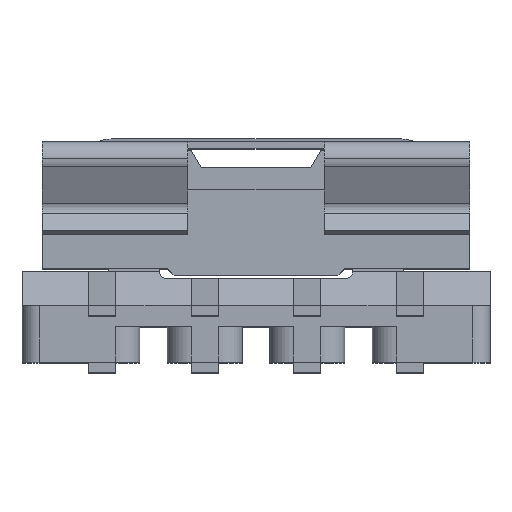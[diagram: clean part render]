
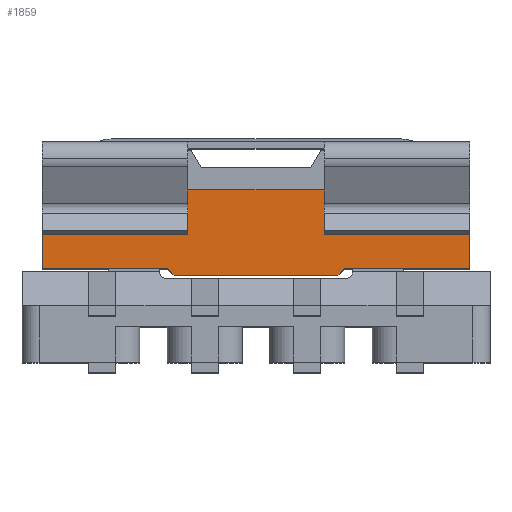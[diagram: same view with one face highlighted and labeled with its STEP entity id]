
A CAD part, top view. The second image highlights one B-rep face of the part: STEP entity #1859.
In plain terms, the highlighted face is planar.
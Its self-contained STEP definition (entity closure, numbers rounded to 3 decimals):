
#95 = VERTEX_POINT ( 'NONE', #11036 ) ;
#172 = DIRECTION ( 'NONE',  ( 1., 0., 0. ) ) ;
#358 = VERTEX_POINT ( 'NONE', #5178 ) ;
#465 = CARTESIAN_POINT ( 'NONE',  ( 0., 0., 0. ) ) ;
#491 = EDGE_CURVE ( 'NONE', #13374, #358, #4424, .T. ) ;
#625 = EDGE_CURVE ( 'NONE', #14117, #13937, #14227, .T. ) ;
#699 = DIRECTION ( 'NONE',  ( 0.385, -0.923, 0. ) ) ;
#897 = DIRECTION ( 'NONE',  ( 0.385, -0.923, 0. ) ) ;
#1009 = DIRECTION ( 'NONE',  ( 1., 0., 0. ) ) ;
#1072 = VECTOR ( 'NONE', #8798, 1000. ) ;
#1159 = ORIENTED_EDGE ( 'NONE', *, *, #11455, .T. ) ;
#1240 = DIRECTION ( 'NONE',  ( 0.385, 0.923, 0. ) ) ;
#1324 = DIRECTION ( 'NONE',  ( 1., 0., 0. ) ) ;
#1559 = LINE ( 'NONE', #6194, #9610 ) ;
#1717 = LINE ( 'NONE', #8328, #4601 ) ;
#1859 = ADVANCED_FACE ( 'NONE', ( #7927 ), #3786, .T. ) ;
#1903 = CARTESIAN_POINT ( 'NONE',  ( -2., 0.55, 0. ) ) ;
#2213 = VECTOR ( 'NONE', #14175, 1000. ) ;
#2412 = CARTESIAN_POINT ( 'NONE',  ( -6.25, -1.75, 0. ) ) ;
#2426 = CARTESIAN_POINT ( 'NONE',  ( -6.25, 1.75, 0. ) ) ;
#2498 = EDGE_CURVE ( 'NONE', #95, #10933, #12400, .T. ) ;
#2725 = ORIENTED_EDGE ( 'NONE', *, *, #5442, .T. ) ;
#2908 = VECTOR ( 'NONE', #7393, 1000. ) ;
#3177 = EDGE_CURVE ( 'NONE', #6648, #6289, #6388, .T. ) ;
#3292 = VECTOR ( 'NONE', #897, 1000. ) ;
#3349 = EDGE_CURVE ( 'NONE', #358, #13030, #12724, .T. ) ;
#3434 = CARTESIAN_POINT ( 'NONE',  ( -2.85, 1.15, 0. ) ) ;
#3786 = PLANE ( 'NONE',  #12207 ) ;
#3961 = ORIENTED_EDGE ( 'NONE', *, *, #2498, .T. ) ;
#4031 = EDGE_CURVE ( 'NONE', #5879, #6538, #1559, .T. ) ;
#4173 = CARTESIAN_POINT ( 'NONE',  ( 6.25, 1.75, 0. ) ) ;
#4175 = ORIENTED_EDGE ( 'NONE', *, *, #4885, .F. ) ;
#4191 = CARTESIAN_POINT ( 'NONE',  ( 2.4, -1.95, 0. ) ) ;
#4233 = ORIENTED_EDGE ( 'NONE', *, *, #11887, .T. ) ;
#4275 = CARTESIAN_POINT ( 'NONE',  ( -2.6, -1.75, 0. ) ) ;
#4424 = LINE ( 'NONE', #8801, #12837 ) ;
#4601 = VECTOR ( 'NONE', #9416, 1000. ) ;
#4779 = ORIENTED_EDGE ( 'NONE', *, *, #491, .T. ) ;
#4865 = DIRECTION ( 'NONE',  ( 0., 0., -1. ) ) ;
#4885 = EDGE_CURVE ( 'NONE', #6289, #12910, #9415, .T. ) ;
#4921 = ORIENTED_EDGE ( 'NONE', *, *, #625, .T. ) ;
#5170 = CARTESIAN_POINT ( 'NONE',  ( 6.25, -1.75, 0. ) ) ;
#5178 = CARTESIAN_POINT ( 'NONE',  ( 2.25, 1.15, 0. ) ) ;
#5267 = ORIENTED_EDGE ( 'NONE', *, *, #5269, .F. ) ;
#5269 = EDGE_CURVE ( 'NONE', #12945, #6648, #1717, .T. ) ;
#5362 = CARTESIAN_POINT ( 'NONE',  ( -6.25, -1.75, 0. ) ) ;
#5437 = CARTESIAN_POINT ( 'NONE',  ( -2.25, 1.15, 0. ) ) ;
#5442 = EDGE_CURVE ( 'NONE', #13030, #12910, #8020, .T. ) ;
#5484 = CARTESIAN_POINT ( 'NONE',  ( 2.25, 1.15, 0. ) ) ;
#5879 = VERTEX_POINT ( 'NONE', #8797 ) ;
#5945 = CARTESIAN_POINT ( 'NONE',  ( -6.25, -1.75, 0. ) ) ;
#6194 = CARTESIAN_POINT ( 'NONE',  ( -6.25, 1.75, 0. ) ) ;
#6289 = VERTEX_POINT ( 'NONE', #4173 ) ;
#6388 = LINE ( 'NONE', #5170, #8927 ) ;
#6429 = CARTESIAN_POINT ( 'NONE',  ( 2.7, -1.95, 0. ) ) ;
#6449 = CARTESIAN_POINT ( 'NONE',  ( -2.175, -2.175, 0. ) ) ;
#6538 = VERTEX_POINT ( 'NONE', #2426 ) ;
#6642 = ORIENTED_EDGE ( 'NONE', *, *, #8319, .T. ) ;
#6648 = VERTEX_POINT ( 'NONE', #11393 ) ;
#6705 = LINE ( 'NONE', #8256, #12191 ) ;
#6788 = EDGE_CURVE ( 'NONE', #10933, #7876, #6705, .T. ) ;
#7291 = ORIENTED_EDGE ( 'NONE', *, *, #11671, .F. ) ;
#7393 = DIRECTION ( 'NONE',  ( -0.707, -0.707, 0. ) ) ;
#7453 = CARTESIAN_POINT ( 'NONE',  ( -3.1, 1.75, 0. ) ) ;
#7576 = CARTESIAN_POINT ( 'NONE',  ( 3.1, 1.75, 0. ) ) ;
#7604 = ORIENTED_EDGE ( 'NONE', *, *, #3349, .T. ) ;
#7613 = CARTESIAN_POINT ( 'NONE',  ( -6.25, 1.75, 0. ) ) ;
#7729 = ORIENTED_EDGE ( 'NONE', *, *, #3177, .F. ) ;
#7876 = VERTEX_POINT ( 'NONE', #1903 ) ;
#7927 = FACE_OUTER_BOUND ( 'NONE', #12991, .T. ) ;
#7940 = VECTOR ( 'NONE', #1009, 1000. ) ;
#8020 = LINE ( 'NONE', #13082, #2213 ) ;
#8115 = LINE ( 'NONE', #8974, #11742 ) ;
#8256 = CARTESIAN_POINT ( 'NONE',  ( -2.25, 1.15, 0. ) ) ;
#8319 = EDGE_CURVE ( 'NONE', #12945, #14117, #11975, .T. ) ;
#8328 = CARTESIAN_POINT ( 'NONE',  ( -6.25, -1.75, 0. ) ) ;
#8427 = VERTEX_POINT ( 'NONE', #4275 ) ;
#8798 = DIRECTION ( 'NONE',  ( 1., 0., 0. ) ) ;
#8797 = CARTESIAN_POINT ( 'NONE',  ( -3.1, 1.75, 0. ) ) ;
#8801 = CARTESIAN_POINT ( 'NONE',  ( 2., 0.55, 0. ) ) ;
#8927 = VECTOR ( 'NONE', #12900, 1000. ) ;
#8974 = CARTESIAN_POINT ( 'NONE',  ( -2., 0.55, 0. ) ) ;
#9166 = EDGE_CURVE ( 'NONE', #5879, #95, #11700, .T. ) ;
#9206 = ORIENTED_EDGE ( 'NONE', *, *, #13891, .F. ) ;
#9244 = ORIENTED_EDGE ( 'NONE', *, *, #9166, .T. ) ;
#9415 = LINE ( 'NONE', #7613, #12336 ) ;
#9416 = DIRECTION ( 'NONE',  ( 1., 0., 0. ) ) ;
#9481 = VECTOR ( 'NONE', #172, 1000. ) ;
#9538 = CARTESIAN_POINT ( 'NONE',  ( 2.175, -2.175, 0. ) ) ;
#9610 = VECTOR ( 'NONE', #12764, 1000. ) ;
#10088 = LINE ( 'NONE', #5945, #12682 ) ;
#10230 = LINE ( 'NONE', #6449, #13162 ) ;
#10300 = ORIENTED_EDGE ( 'NONE', *, *, #6788, .T. ) ;
#10359 = DIRECTION ( 'NONE',  ( 0., -1., 0. ) ) ;
#10405 = CARTESIAN_POINT ( 'NONE',  ( -2.4, -1.95, 0. ) ) ;
#10473 = CARTESIAN_POINT ( 'NONE',  ( 2., 0.55, 0. ) ) ;
#10933 = VERTEX_POINT ( 'NONE', #5437 ) ;
#11036 = CARTESIAN_POINT ( 'NONE',  ( -2.85, 1.15, 0. ) ) ;
#11149 = ORIENTED_EDGE ( 'NONE', *, *, #4031, .F. ) ;
#11312 = VECTOR ( 'NONE', #13297, 1000. ) ;
#11393 = CARTESIAN_POINT ( 'NONE',  ( 6.25, -1.75, 0. ) ) ;
#11455 = EDGE_CURVE ( 'NONE', #13937, #8427, #10230, .T. ) ;
#11570 = LINE ( 'NONE', #5362, #7940 ) ;
#11671 = EDGE_CURVE ( 'NONE', #13736, #8427, #11570, .T. ) ;
#11700 = LINE ( 'NONE', #7453, #3292 ) ;
#11742 = VECTOR ( 'NONE', #1324, 1000. ) ;
#11887 = EDGE_CURVE ( 'NONE', #7876, #13374, #8115, .T. ) ;
#11929 = DIRECTION ( 'NONE',  ( -0.707, 0.707, 0. ) ) ;
#11975 = LINE ( 'NONE', #9538, #2908 ) ;
#12191 = VECTOR ( 'NONE', #699, 1000. ) ;
#12207 = AXIS2_PLACEMENT_3D ( 'NONE', #465, #4865, #12544 ) ;
#12336 = VECTOR ( 'NONE', #13099, 1000. ) ;
#12400 = LINE ( 'NONE', #3434, #9481 ) ;
#12544 = DIRECTION ( 'NONE',  ( -1., 0., 0. ) ) ;
#12682 = VECTOR ( 'NONE', #10359, 1000. ) ;
#12724 = LINE ( 'NONE', #5484, #1072 ) ;
#12764 = DIRECTION ( 'NONE',  ( -1., 0., 0. ) ) ;
#12837 = VECTOR ( 'NONE', #1240, 1000. ) ;
#12900 = DIRECTION ( 'NONE',  ( 0., 1., 0. ) ) ;
#12910 = VERTEX_POINT ( 'NONE', #7576 ) ;
#12945 = VERTEX_POINT ( 'NONE', #13139 ) ;
#12991 = EDGE_LOOP ( 'NONE', ( #1159, #7291, #9206, #11149, #9244, #3961, #10300, #4233, #4779, #7604, #2725, #4175, #7729, #5267, #6642, #4921 ) ) ;
#13030 = VERTEX_POINT ( 'NONE', #13245 ) ;
#13082 = CARTESIAN_POINT ( 'NONE',  ( 2.85, 1.15, 0. ) ) ;
#13099 = DIRECTION ( 'NONE',  ( -1., 0., 0. ) ) ;
#13139 = CARTESIAN_POINT ( 'NONE',  ( 2.6, -1.75, 0. ) ) ;
#13162 = VECTOR ( 'NONE', #11929, 1000. ) ;
#13245 = CARTESIAN_POINT ( 'NONE',  ( 2.85, 1.15, 0. ) ) ;
#13297 = DIRECTION ( 'NONE',  ( -1., 0., 0. ) ) ;
#13374 = VERTEX_POINT ( 'NONE', #10473 ) ;
#13736 = VERTEX_POINT ( 'NONE', #2412 ) ;
#13891 = EDGE_CURVE ( 'NONE', #6538, #13736, #10088, .T. ) ;
#13937 = VERTEX_POINT ( 'NONE', #10405 ) ;
#14117 = VERTEX_POINT ( 'NONE', #4191 ) ;
#14175 = DIRECTION ( 'NONE',  ( 0.385, 0.923, 0. ) ) ;
#14227 = LINE ( 'NONE', #6429, #11312 ) ;
